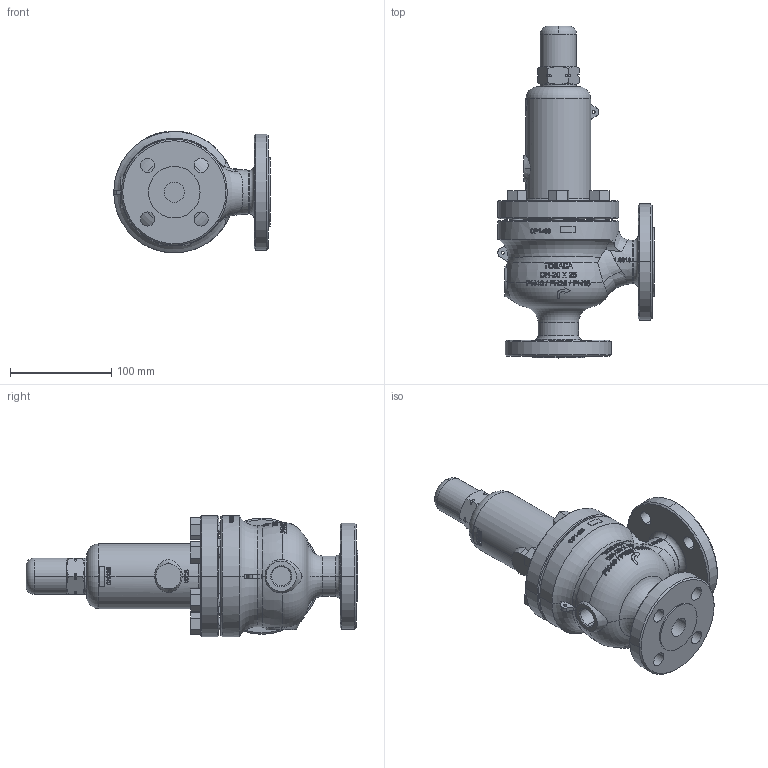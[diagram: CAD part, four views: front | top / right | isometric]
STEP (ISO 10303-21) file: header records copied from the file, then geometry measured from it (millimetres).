
FILE_DESCRIPTION (( 'STEP AP203' ), '1' );
FILE_NAME ('S1400 20x25.STEP', '2018-08-23T07:57:35', ( '' ), ( '' ), 'SwSTEP 2.0', 'SolidWorks 2018', '' );
FILE_SCHEMA (( 'CONFIG_CONTROL_DESIGN' ));
Length unit declared in the file: millimetre
Products named in the file (5): cap1400_20x25; Rosca S1400 15x25, 20x25; body1400_20x25; S1400 20x25; bonnet1400_20x25
Assembly tree (9 placements, depth 2):
  S1400 20x25
    body1400_20x25
    bonnet1400_20x25
    cap1400_20x25
    Rosca S1400 15x25, 20x25  x6
Bounding box: 155 x 328.6 x 120.47 mm (x, y, z)
Volume: 1685703.9 mm3; surface area: 184822.1 mm2
Topology: 9 solids, 9 shells, 940 faces, 2496 edges, 1634 vertices
Faces by surface type: plane 384, bspline 285, cylinder 121, torus 84, cone 66
Entity records: 44192 total; most frequent: CARTESIAN_POINT 23734, ORIENTED_EDGE 4728, DIRECTION 3140, EDGE_CURVE 2364, VERTEX_POINT 1554, AXIS2_PLACEMENT_3D 1158, EDGE_LOOP 984, B_SPLINE_CURVE_WITH_KNOTS 936
